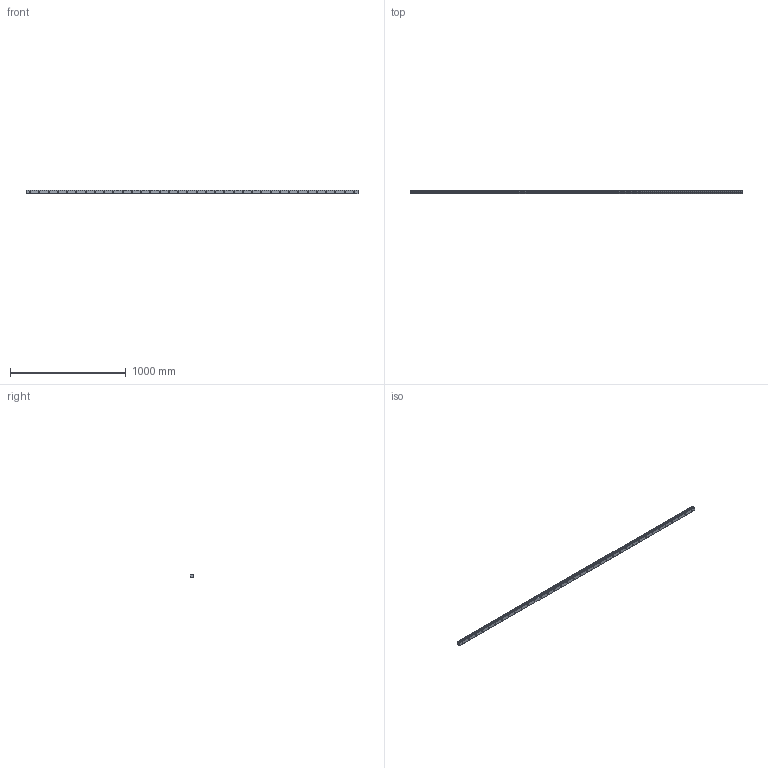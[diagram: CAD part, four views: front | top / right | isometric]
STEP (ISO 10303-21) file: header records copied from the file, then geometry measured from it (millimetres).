
FILE_DESCRIPTION (( 'STEP AP214' ), '1' );
FILE_NAME ('SSR35XTB1SS-2870L_G35_0_B-M6F_1379-55_0_0_0.STEP', '2021-06-30T09:52:29', ( '' ), ( '' ), 'SwSTEP 2.0', 'SolidWorks 2021', '' );
FILE_SCHEMA (( 'AUTOMOTIVE_DESIGN' ));
Length unit declared in the file: millimetre
Products named in the file (2): _SSR35XTBY287035 Track; SSR35XTB1SS-2870L_G35_0_B-M6F_1379-55_0_0_0
Assembly tree (1 placements, depth 2):
  SSR35XTB1SS-2870L_G35_0_B-M6F_1379-55_0_0_0
    _SSR35XTBY287035 Track
Bounding box: 2870 x 27.5 x 34 mm (x, y, z)
Volume: 2284196.3 mm3; surface area: 406354.7 mm2
Topology: 1 solids, 1 shells, 206 faces, 504 edges, 336 vertices
Faces by surface type: cylinder 152, plane 54
Entity records: 6442 total; most frequent: DIRECTION 1228, CARTESIAN_POINT 1050, ORIENTED_EDGE 1008, AXIS2_PLACEMENT_3D 514, EDGE_CURVE 504, VERTEX_POINT 336, EDGE_LOOP 314, CIRCLE 304
